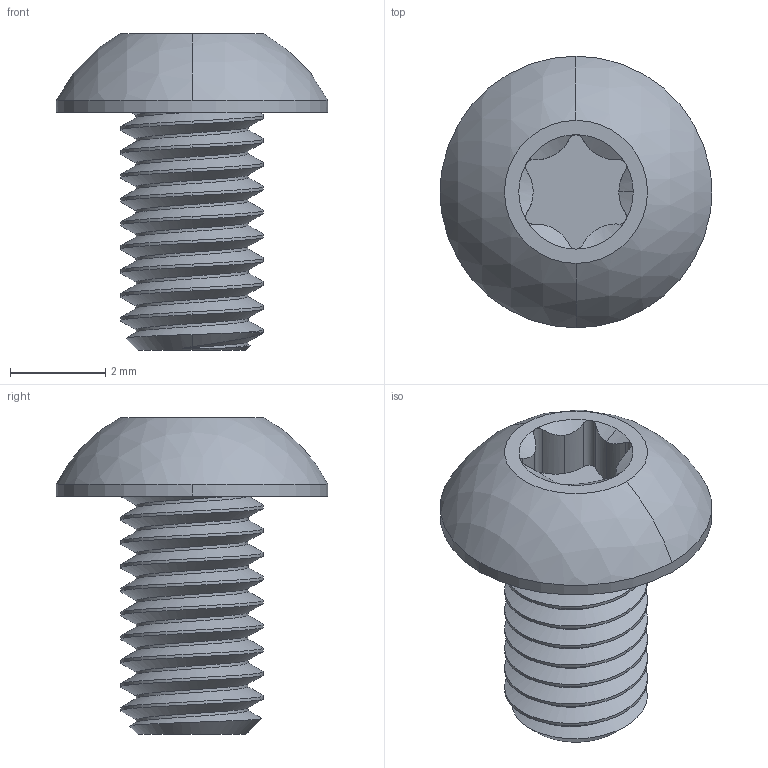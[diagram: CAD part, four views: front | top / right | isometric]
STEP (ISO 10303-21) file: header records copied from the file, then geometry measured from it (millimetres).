
FILE_DESCRIPTION (( 'STEP AP203' ), '1' );
FILE_NAME ('92832A214.step', '2014-03-04T14:48:14', ( '' ), ( '' ), 'SwSTEP 2.0', 'SolidWorks 2012', '' );
FILE_SCHEMA (( 'CONFIG_CONTROL_DESIGN' ));
Length unit declared in the file: millimetre
Products named in the file (1): 92832A214
Bounding box: 5.7 x 5.7 x 6.65 mm (x, y, z)
Volume: 54.7 mm3; surface area: 144.1 mm2
Topology: 1 solids, 1 shells, 58 faces, 155 edges, 101 vertices
Faces by surface type: cylinder 39, cone 10, plane 4, bspline 3, sphere 2
Entity records: 3156 total; most frequent: CARTESIAN_POINT 1792, ORIENTED_EDGE 310, DIRECTION 232, EDGE_CURVE 155, VERTEX_POINT 101, AXIS2_PLACEMENT_3D 95, EDGE_LOOP 60, ADVANCED_FACE 58
